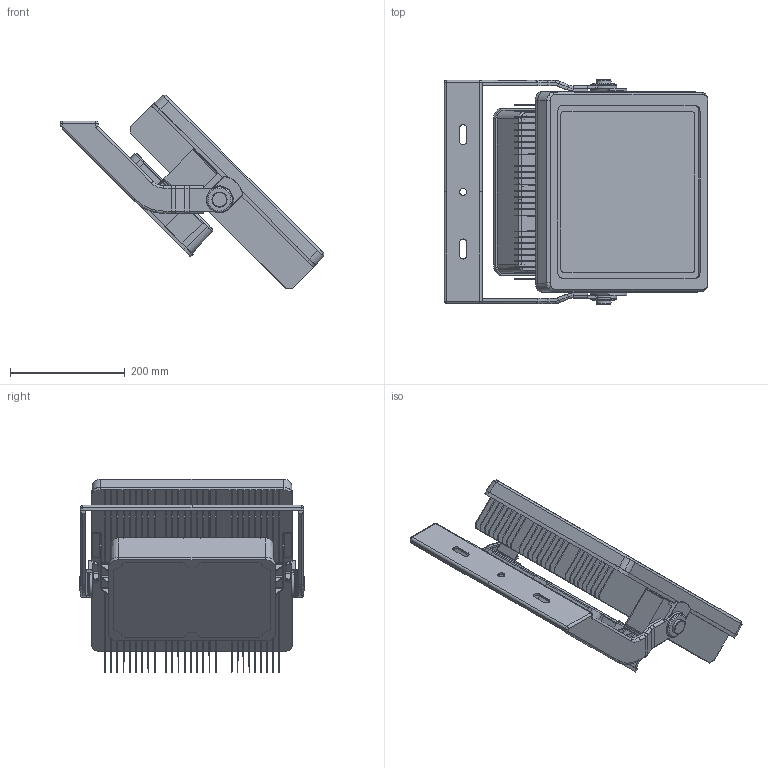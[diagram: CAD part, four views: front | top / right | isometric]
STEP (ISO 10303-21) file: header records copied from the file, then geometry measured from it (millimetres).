
FILE_DESCRIPTION (( 'STEP AP214' ), '1' );
FILE_NAME ('FL_H_M_500.STEP', '2024-08-16T07:22:40', ( '' ), ( '' ), 'SwSTEP 2.0', 'SolidWorks 2022', '' );
FILE_SCHEMA (( 'AUTOMOTIVE_DESIGN' ));
Length unit declared in the file: millimetre
Products named in the file (1): FL_H_M_500
Bounding box: 460.6 x 391.15 x 337.93 mm (x, y, z)
Volume: 3242781.6 mm3; surface area: 2490727.1 mm2
Topology: 13 solids, 13 shells, 1060 faces, 2853 edges, 1824 vertices
Faces by surface type: plane 469, cylinder 322, bspline 207, cone 56, sphere 4, torus 2
Full cylindrical faces by diameter (mm): 12 x1, 33.853 x2
Entity records: 56064 total; most frequent: CARTESIAN_POINT 20120, ORIENTED_EDGE 5646, DIRECTION 4239, EDGE_CURVE 2823, VERTEX_POINT 1813, VECTOR 1559, LINE 1559, AXIS2_PLACEMENT_3D 1340
